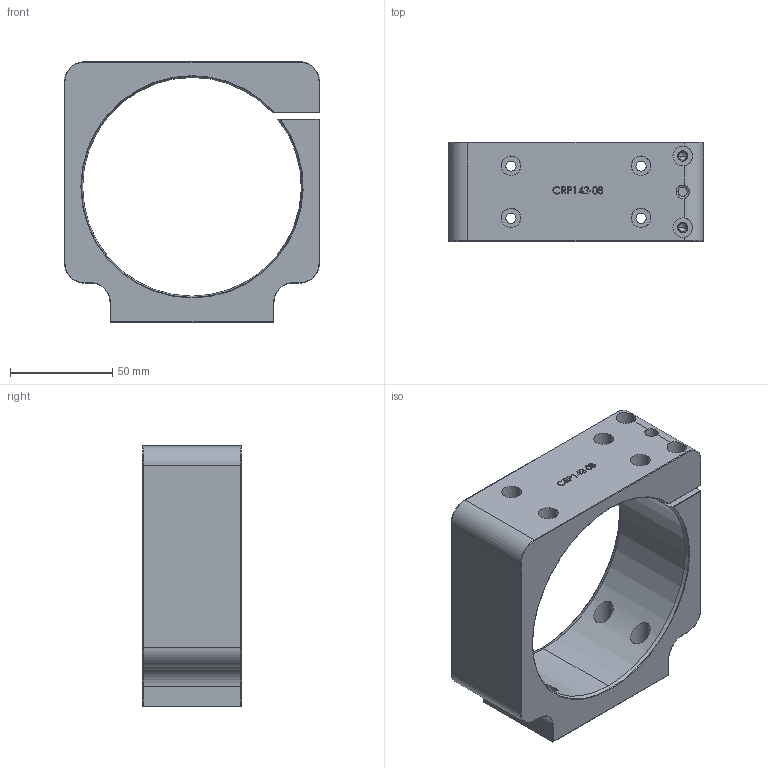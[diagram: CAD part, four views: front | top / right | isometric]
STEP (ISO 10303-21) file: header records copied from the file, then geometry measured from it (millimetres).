
FILE_DESCRIPTION (( 'STEP AP214' ), '1' );
FILE_NAME ('CRP142-08_A-02.STEP', '2018-04-17T20:18:24', ( '' ), ( '' ), 'SwSTEP 2.0', 'SolidWorks 2017', '' );
FILE_SCHEMA (( 'AUTOMOTIVE_DESIGN' ));
Length unit declared in the file: inch
Products named in the file (1): CRP142-08_A-02
Bounding box: 124.46 x 48.26 x 127 mm (x, y, z)
Volume: 272961.5 mm3; surface area: 57599.9 mm2
Topology: 1 solids, 1 shells, 243 faces, 615 edges, 390 vertices
Faces by surface type: plane 84, cylinder 73, bspline 52, torus 18, cone 16
Entity records: 11323 total; most frequent: CARTESIAN_POINT 5569, ORIENTED_EDGE 1222, DIRECTION 989, EDGE_CURVE 611, VERTEX_POINT 390, AXIS2_PLACEMENT_3D 332, VECTOR 325, LINE 325
